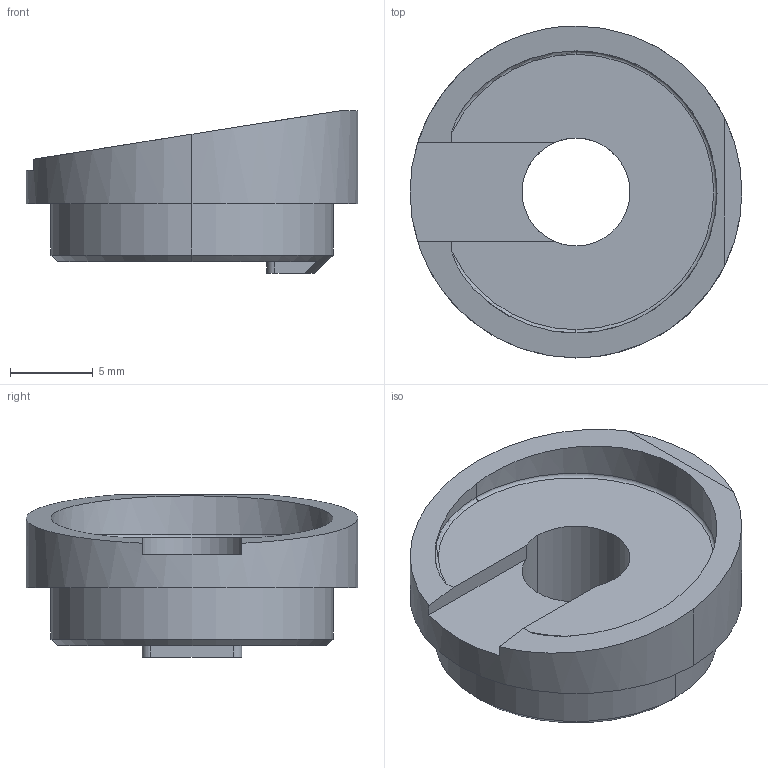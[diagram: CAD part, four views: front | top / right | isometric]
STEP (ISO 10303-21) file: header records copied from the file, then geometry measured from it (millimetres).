
FILE_DESCRIPTION (( 'STEP AP203' ), '1' );
FILE_NAME ('R53-FBHS-RB.STEP', '2018-02-27T12:17:21', ( 'SWIAdmin' ), ( 'Hewlett-Packard Company' ), 'SwSTEP 2.0', 'SolidWorks 2017', '' );
FILE_SCHEMA (( 'CONFIG_CONTROL_DESIGN' ));
Length unit declared in the file: millimetre
Products named in the file (2): F32-U00.001.006_B; R53-FBHS-RB
Assembly tree (1 placements, depth 2):
  R53-FBHS-RB
    F32-U00.001.006_B
Bounding box: 20 x 20 x 9.8 mm (x, y, z)
Volume: 1592.3 mm3; surface area: 1205.9 mm2
Topology: 1 solids, 1 shells, 28 faces, 74 edges, 48 vertices
Faces by surface type: plane 12, cylinder 11, torus 3, cone 2
Entity records: 1096 total; most frequent: CARTESIAN_POINT 203, DIRECTION 157, ORIENTED_EDGE 148, EDGE_CURVE 74, AXIS2_PLACEMENT_3D 62, VERTEX_POINT 48, VECTOR 33, LINE 33
